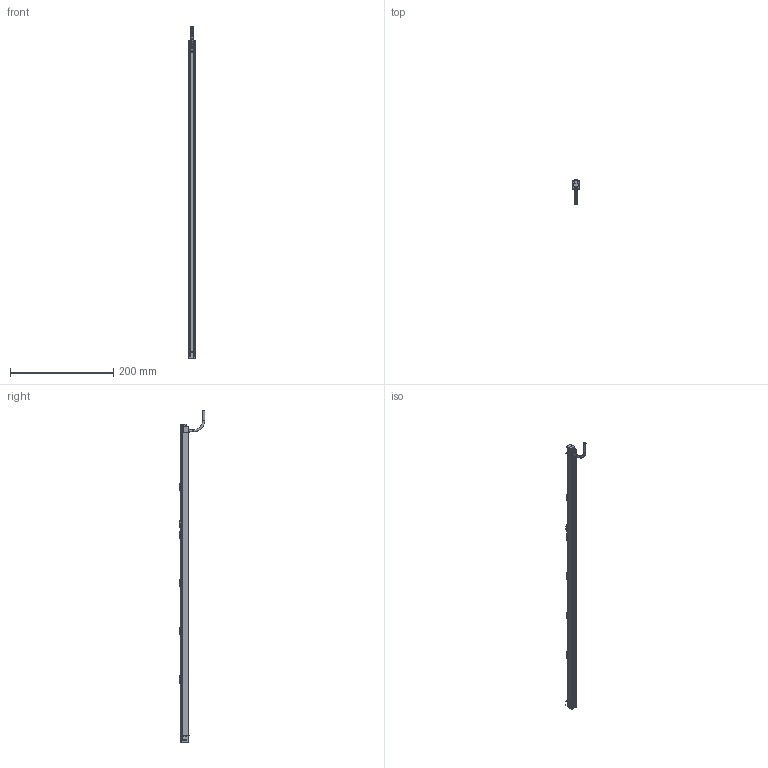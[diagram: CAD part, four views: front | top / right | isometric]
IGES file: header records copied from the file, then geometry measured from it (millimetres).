
Start section:  PTC IGES file: 241817_sm01.igs
Global section: file name: 241817_sm01.igs; native system: Creo Parametric by PTC Inc.; preprocessor: 2022414; author: banengservice; organization: Unknown; date: 20240529.150812; units: millimetre
Bounding box: 12.81 x 49.18 x 641.78 mm (x, y, z)
Volume: 98051.6 mm3; surface area: 190955.7 mm2
Topology: 2 solids, 2 shells, 2314 faces, 11582 edges, 14176 vertices
Faces by surface type: bspline 1590, revolution 704, extrusion 20
